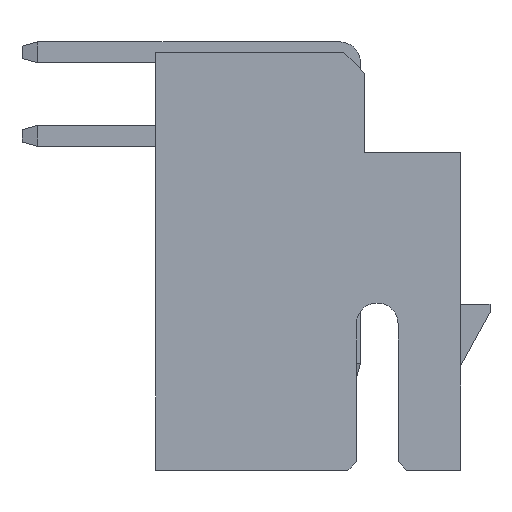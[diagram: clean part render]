
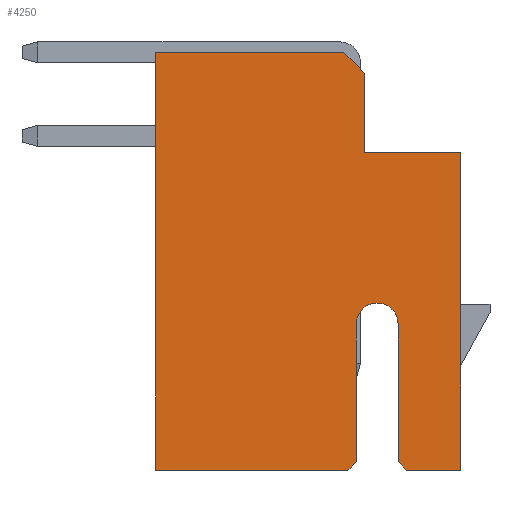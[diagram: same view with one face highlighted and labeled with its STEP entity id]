
A CAD part, left-side view. The second image highlights one B-rep face of the part: STEP entity #4250.
In plain terms, the highlighted planar face has unit normal (-1, 0, 0).
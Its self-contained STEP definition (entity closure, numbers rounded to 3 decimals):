
#39 = CARTESIAN_POINT ( 'NONE',  ( -10., -3.65, 7.6 ) ) ;
#41 = ORIENTED_EDGE ( 'NONE', *, *, #2469, .T. ) ;
#69 = DIRECTION ( 'NONE',  ( 0., 0., -1. ) ) ;
#108 = ORIENTED_EDGE ( 'NONE', *, *, #3431, .T. ) ;
#150 = ORIENTED_EDGE ( 'NONE', *, *, #1661, .F. ) ;
#151 = AXIS2_PLACEMENT_3D ( 'NONE', #560, #1893, #3885 ) ;
#177 = VECTOR ( 'NONE', #3799, 1000. ) ;
#181 = VECTOR ( 'NONE', #1412, 1000. ) ;
#189 = DIRECTION ( 'NONE',  ( 0., 0., -1. ) ) ;
#253 = EDGE_CURVE ( 'NONE', #2337, #1729, #1473, .T. ) ;
#265 = LINE ( 'NONE', #920, #1580 ) ;
#333 = EDGE_CURVE ( 'NONE', #1852, #522, #2896, .T. ) ;
#339 = CARTESIAN_POINT ( 'NONE',  ( -10., -3.65, 0. ) ) ;
#375 = VERTEX_POINT ( 'NONE', #3342 ) ;
#472 = CARTESIAN_POINT ( 'NONE',  ( -10., 3.65, 7.6 ) ) ;
#520 = VERTEX_POINT ( 'NONE', #1452 ) ;
#522 = VERTEX_POINT ( 'NONE', #4108 ) ;
#531 = LINE ( 'NONE', #4185, #177 ) ;
#553 = ORIENTED_EDGE ( 'NONE', *, *, #2887, .F. ) ;
#560 = CARTESIAN_POINT ( 'NONE',  ( -10., -3.65, 7.6 ) ) ;
#587 = CARTESIAN_POINT ( 'NONE',  ( -10., 3.65, 10. ) ) ;
#624 = VERTEX_POINT ( 'NONE', #587 ) ;
#639 = ORIENTED_EDGE ( 'NONE', *, *, #4065, .T. ) ;
#663 = DIRECTION ( 'NONE',  ( 0., 0., -1. ) ) ;
#719 = CARTESIAN_POINT ( 'NONE',  ( -10., -1.15, 0.2 ) ) ;
#738 = ORIENTED_EDGE ( 'NONE', *, *, #2393, .F. ) ;
#920 = CARTESIAN_POINT ( 'NONE',  ( -10., -0.85, 10. ) ) ;
#972 = CARTESIAN_POINT ( 'NONE',  ( -10., -0.95, 0. ) ) ;
#1014 = CARTESIAN_POINT ( 'NONE',  ( -10., -2.15, 3.5 ) ) ;
#1035 = EDGE_CURVE ( 'NONE', #375, #1729, #2056, .T. ) ;
#1200 = CARTESIAN_POINT ( 'NONE',  ( -10., -1.15, 0. ) ) ;
#1267 = DIRECTION ( 'NONE',  ( 0., 0.707, 0.707 ) ) ;
#1326 = CARTESIAN_POINT ( 'NONE',  ( -10., -2.15, 0.2 ) ) ;
#1351 = VECTOR ( 'NONE', #2852, 1000. ) ;
#1412 = DIRECTION ( 'NONE',  ( 0., 0., -1. ) ) ;
#1413 = VERTEX_POINT ( 'NONE', #3671 ) ;
#1443 = DIRECTION ( 'NONE',  ( 0., 0., -1. ) ) ;
#1452 = CARTESIAN_POINT ( 'NONE',  ( -10., -0.85, 10. ) ) ;
#1473 = LINE ( 'NONE', #2808, #1351 ) ;
#1580 = VECTOR ( 'NONE', #1267, 1000. ) ;
#1661 = EDGE_CURVE ( 'NONE', #3534, #1413, #3506, .T. ) ;
#1697 = VERTEX_POINT ( 'NONE', #3982 ) ;
#1727 = CARTESIAN_POINT ( 'NONE',  ( -10., -1.65, 3.5 ) ) ;
#1729 = VERTEX_POINT ( 'NONE', #1014 ) ;
#1741 = EDGE_CURVE ( 'NONE', #1413, #2269, #2973, .T. ) ;
#1758 = EDGE_CURVE ( 'NONE', #624, #4156, #2396, .T. ) ;
#1779 = VECTOR ( 'NONE', #2036, 1000. ) ;
#1852 = VERTEX_POINT ( 'NONE', #3711 ) ;
#1893 = DIRECTION ( 'NONE',  ( 1., 0., 0. ) ) ;
#1926 = LINE ( 'NONE', #1326, #2730 ) ;
#1932 = EDGE_CURVE ( 'NONE', #3023, #2288, #4215, .T. ) ;
#1957 = VECTOR ( 'NONE', #2292, 1000. ) ;
#1966 = DIRECTION ( 'NONE',  ( 0., -0.707, -0.707 ) ) ;
#1972 = CARTESIAN_POINT ( 'NONE',  ( -10., -1.35, 10. ) ) ;
#2036 = DIRECTION ( 'NONE',  ( 0., -1., 0. ) ) ;
#2045 = ORIENTED_EDGE ( 'NONE', *, *, #4200, .F. ) ;
#2056 = CIRCLE ( 'NONE', #2629, 0.5 ) ;
#2070 = LINE ( 'NONE', #2157, #181 ) ;
#2072 = LINE ( 'NONE', #339, #4119 ) ;
#2110 = AXIS2_PLACEMENT_3D ( 'NONE', #4031, #3098, #1443 ) ;
#2120 = CARTESIAN_POINT ( 'NONE',  ( -10., 3.65, 0. ) ) ;
#2157 = CARTESIAN_POINT ( 'NONE',  ( -10., -3.65, 7.6 ) ) ;
#2163 = LINE ( 'NONE', #1200, #3002 ) ;
#2220 = CARTESIAN_POINT ( 'NONE',  ( -10., -0.95, 0. ) ) ;
#2224 = ORIENTED_EDGE ( 'NONE', *, *, #1035, .T. ) ;
#2269 = VERTEX_POINT ( 'NONE', #39 ) ;
#2288 = VERTEX_POINT ( 'NONE', #719 ) ;
#2292 = DIRECTION ( 'NONE',  ( 0., -1., 0. ) ) ;
#2337 = VERTEX_POINT ( 'NONE', #3495 ) ;
#2368 = DIRECTION ( 'NONE',  ( 0., 0., -1. ) ) ;
#2393 = EDGE_CURVE ( 'NONE', #624, #520, #531, .T. ) ;
#2396 = LINE ( 'NONE', #472, #3524 ) ;
#2413 = ORIENTED_EDGE ( 'NONE', *, *, #1758, .T. ) ;
#2436 = EDGE_LOOP ( 'NONE', ( #150, #41, #738, #2413, #639, #2717, #2045, #3066, #2224, #4041, #108, #4042, #553, #3870 ) ) ;
#2469 = EDGE_CURVE ( 'NONE', #3534, #520, #265, .T. ) ;
#2629 = AXIS2_PLACEMENT_3D ( 'NONE', #1727, #3839, #2368 ) ;
#2631 = CARTESIAN_POINT ( 'NONE',  ( -10., -3.65, 7.6 ) ) ;
#2717 = ORIENTED_EDGE ( 'NONE', *, *, #1932, .T. ) ;
#2730 = VECTOR ( 'NONE', #1966, 1000. ) ;
#2808 = CARTESIAN_POINT ( 'NONE',  ( -10., -2.15, 0. ) ) ;
#2852 = DIRECTION ( 'NONE',  ( 0., 0., 1. ) ) ;
#2887 = EDGE_CURVE ( 'NONE', #2269, #522, #2070, .T. ) ;
#2896 = LINE ( 'NONE', #4199, #1957 ) ;
#2900 = FACE_OUTER_BOUND ( 'NONE', #2436, .T. ) ;
#2973 = LINE ( 'NONE', #2631, #1779 ) ;
#3000 = DIRECTION ( 'NONE',  ( 0., -1., 0. ) ) ;
#3002 = VECTOR ( 'NONE', #189, 1000. ) ;
#3023 = VERTEX_POINT ( 'NONE', #972 ) ;
#3046 = VECTOR ( 'NONE', #663, 1000. ) ;
#3066 = ORIENTED_EDGE ( 'NONE', *, *, #3590, .T. ) ;
#3098 = DIRECTION ( 'NONE',  ( 1., 0., 0. ) ) ;
#3342 = CARTESIAN_POINT ( 'NONE',  ( -10., -1.65, 4. ) ) ;
#3431 = EDGE_CURVE ( 'NONE', #2337, #1852, #1926, .T. ) ;
#3495 = CARTESIAN_POINT ( 'NONE',  ( -10., -2.15, 0.2 ) ) ;
#3506 = LINE ( 'NONE', #1972, #3046 ) ;
#3524 = VECTOR ( 'NONE', #69, 1000. ) ;
#3534 = VERTEX_POINT ( 'NONE', #3975 ) ;
#3551 = PLANE ( 'NONE',  #151 ) ;
#3590 = EDGE_CURVE ( 'NONE', #1697, #375, #3925, .T. ) ;
#3671 = CARTESIAN_POINT ( 'NONE',  ( -10., -1.35, 7.6 ) ) ;
#3711 = CARTESIAN_POINT ( 'NONE',  ( -10., -2.35, 0. ) ) ;
#3799 = DIRECTION ( 'NONE',  ( 0., -1., 0. ) ) ;
#3839 = DIRECTION ( 'NONE',  ( 1., 0., 0. ) ) ;
#3870 = ORIENTED_EDGE ( 'NONE', *, *, #1741, .F. ) ;
#3874 = VECTOR ( 'NONE', #3896, 1000. ) ;
#3885 = DIRECTION ( 'NONE',  ( 0., 0., -1. ) ) ;
#3896 = DIRECTION ( 'NONE',  ( 0., -0.707, 0.707 ) ) ;
#3925 = CIRCLE ( 'NONE', #2110, 0.5 ) ;
#3975 = CARTESIAN_POINT ( 'NONE',  ( -10., -1.35, 9.5 ) ) ;
#3982 = CARTESIAN_POINT ( 'NONE',  ( -10., -1.15, 3.5 ) ) ;
#4031 = CARTESIAN_POINT ( 'NONE',  ( -10., -1.65, 3.5 ) ) ;
#4041 = ORIENTED_EDGE ( 'NONE', *, *, #253, .F. ) ;
#4042 = ORIENTED_EDGE ( 'NONE', *, *, #333, .T. ) ;
#4065 = EDGE_CURVE ( 'NONE', #4156, #3023, #2072, .T. ) ;
#4108 = CARTESIAN_POINT ( 'NONE',  ( -10., -3.65, 0. ) ) ;
#4119 = VECTOR ( 'NONE', #3000, 1000. ) ;
#4156 = VERTEX_POINT ( 'NONE', #2120 ) ;
#4185 = CARTESIAN_POINT ( 'NONE',  ( -10., -1.35, 10. ) ) ;
#4199 = CARTESIAN_POINT ( 'NONE',  ( -10., -3.65, 0. ) ) ;
#4200 = EDGE_CURVE ( 'NONE', #1697, #2288, #2163, .T. ) ;
#4215 = LINE ( 'NONE', #2220, #3874 ) ;
#4250 = ADVANCED_FACE ( 'NONE', ( #2900 ), #3551, .F. ) ;
